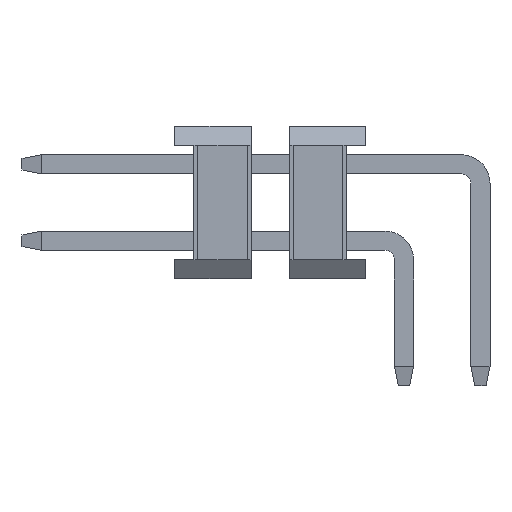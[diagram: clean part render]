
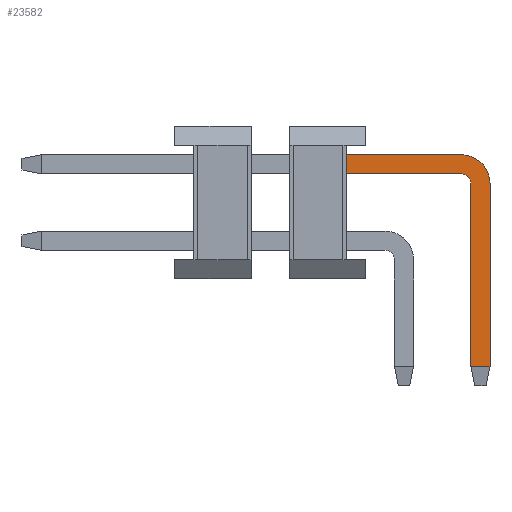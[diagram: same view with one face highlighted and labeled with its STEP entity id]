
A CAD part, left-side view. The second image highlights one B-rep face of the part: STEP entity #23582.
In plain terms, the highlighted planar face has unit normal (-1, 0, 0).
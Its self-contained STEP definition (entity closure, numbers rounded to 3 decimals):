
#23279=CARTESIAN_POINT('',(23.75,0.7,0.75));
#23280=VERTEX_POINT('',#23279);
#23287=CARTESIAN_POINT('',(23.75,0.7,1.25));
#23288=VERTEX_POINT('',#23287);
#23289=CARTESIAN_POINT('',(23.75,0.7,0.75));
#23290=DIRECTION('',(0.,0.,1.));
#23291=VECTOR('',#23290,0.5);
#23292=LINE('',#23289,#23291);
#23293=EDGE_CURVE('',#23280,#23288,#23292,.T.);
#23518=CARTESIAN_POINT('',(23.75,2.625,-1.475));
#23519=DIRECTION('',(0.,0.,-1.));
#23520=DIRECTION('',(-1.,0.,-0.));
#23521=AXIS2_PLACEMENT_3D('',#23518,#23520,#23519);
#23522=PLANE('',#23521);
#23523=CARTESIAN_POINT('',(23.75,-2.5,0.75));
#23524=VERTEX_POINT('',#23523);
#23525=CARTESIAN_POINT('',(23.75,-2.75,0.5));
#23526=VERTEX_POINT('',#23525);
#23527=CARTESIAN_POINT('',(23.75,-2.5,0.5));
#23528=DIRECTION('',(0.,0.,1.));
#23529=DIRECTION('',(1.,0.,0.));
#23530=AXIS2_PLACEMENT_3D('',#23527,#23529,#23528);
#23531=CIRCLE('',#23530,0.25);
#23532=EDGE_CURVE('',#23524,#23526,#23531,.T.);
#23533=ORIENTED_EDGE('',*,*,#23532,.T.);
#23534=CARTESIAN_POINT('',(23.75,-2.75,-4.3));
#23535=VERTEX_POINT('',#23534);
#23536=CARTESIAN_POINT('',(23.75,-2.75,0.5));
#23537=DIRECTION('',(0.,0.,-1.));
#23538=VECTOR('',#23537,4.8);
#23539=LINE('',#23536,#23538);
#23540=EDGE_CURVE('',#23526,#23535,#23539,.T.);
#23541=ORIENTED_EDGE('',*,*,#23540,.T.);
#23542=CARTESIAN_POINT('',(23.75,-3.25,-4.3));
#23543=VERTEX_POINT('',#23542);
#23544=CARTESIAN_POINT('',(23.75,-2.75,-4.3));
#23545=DIRECTION('',(0.,-1.,0.));
#23546=VECTOR('',#23545,0.5);
#23547=LINE('',#23544,#23546);
#23548=EDGE_CURVE('',#23535,#23543,#23547,.T.);
#23549=ORIENTED_EDGE('',*,*,#23548,.T.);
#23550=CARTESIAN_POINT('',(23.75,-3.25,0.5));
#23551=VERTEX_POINT('',#23550);
#23552=CARTESIAN_POINT('',(23.75,-3.25,-4.3));
#23553=DIRECTION('',(0.,0.,1.));
#23554=VECTOR('',#23553,4.8);
#23555=LINE('',#23552,#23554);
#23556=EDGE_CURVE('',#23543,#23551,#23555,.T.);
#23557=ORIENTED_EDGE('',*,*,#23556,.T.);
#23558=CARTESIAN_POINT('',(23.75,-2.5,1.25));
#23559=VERTEX_POINT('',#23558);
#23560=CARTESIAN_POINT('',(23.75,-2.5,0.5));
#23561=DIRECTION('',(0.,-1.,0.));
#23562=DIRECTION('',(-1.,0.,0.));
#23563=AXIS2_PLACEMENT_3D('',#23560,#23562,#23561);
#23564=CIRCLE('',#23563,0.75);
#23565=EDGE_CURVE('',#23551,#23559,#23564,.T.);
#23566=ORIENTED_EDGE('',*,*,#23565,.T.);
#23567=CARTESIAN_POINT('',(23.75,0.7,1.25));
#23568=DIRECTION('',(0.,-1.,0.));
#23569=VECTOR('',#23568,3.2);
#23570=LINE('',#23567,#23569);
#23571=EDGE_CURVE('',#23288,#23559,#23570,.T.);
#23572=ORIENTED_EDGE('',*,*,#23571,.F.);
#23573=ORIENTED_EDGE('',*,*,#23293,.F.);
#23574=CARTESIAN_POINT('',(23.75,-2.5,0.75));
#23575=DIRECTION('',(0.,1.,0.));
#23576=VECTOR('',#23575,3.2);
#23577=LINE('',#23574,#23576);
#23578=EDGE_CURVE('',#23524,#23280,#23577,.T.);
#23579=ORIENTED_EDGE('',*,*,#23578,.F.);
#23580=EDGE_LOOP('',(#23533,#23541,#23549,#23557,#23566,#23572,#23573,#23579));
#23581=FACE_OUTER_BOUND('',#23580,.T.);
#23582=ADVANCED_FACE('',(#23581),#23522,.T.);
